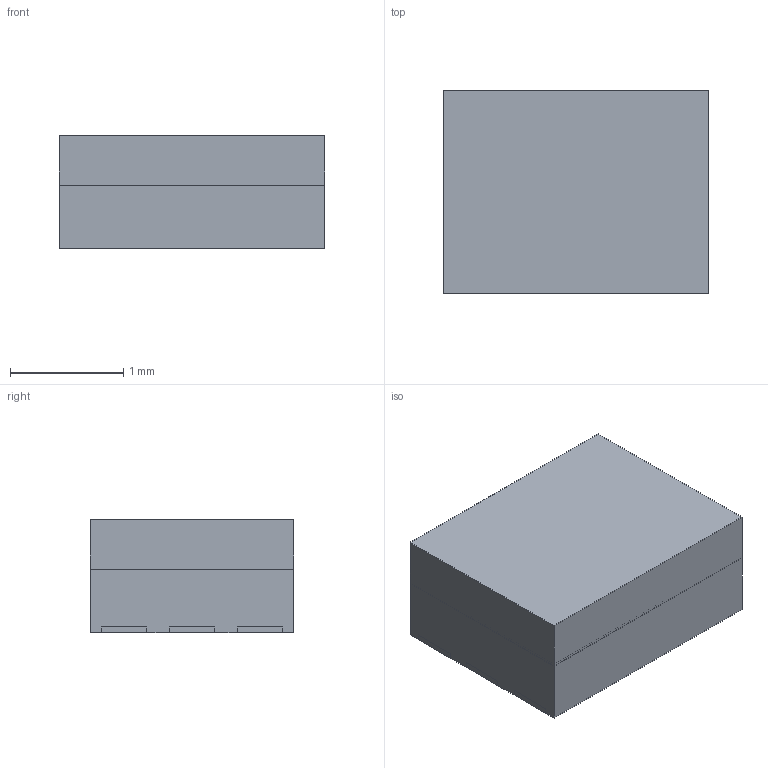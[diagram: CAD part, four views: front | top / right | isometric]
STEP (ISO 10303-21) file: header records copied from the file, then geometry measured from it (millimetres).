
FILE_DESCRIPTION(('FreeCAD Model'),'2;1');
FILE_NAME('Fusion.step','2016-11-15T10:54:28',( 'Author'),(''),'Open CASCADE STEP processor 6.8','FreeCAD','Unknown' );
FILE_SCHEMA(('AUTOMOTIVE_DESIGN_CC2 { 1 2 10303 214 -1 1 5 4 }'));
Length unit declared in the file: millimetre
Products named in the file (2): ASSEMBLY; Fusion
Assembly tree (1 placements, depth 2):
  ASSEMBLY
    Fusion
Bounding box: 2.35 x 1.8 x 1 mm (x, y, z)
Volume: 4.2 mm3; surface area: 25.4 mm2
Topology: 1 solids, 3 shells, 63 faces, 193 edges, 136 vertices
Faces by surface type: plane 63
Entity records: 5128 total; most frequent: CARTESIAN_POINT 780, DIRECTION 710, LINE 576, VECTOR 576, ORIENTED_EDGE 386, PCURVE 386, DEFINITIONAL_REPRESENTATION 386, EDGE_CURVE 193
